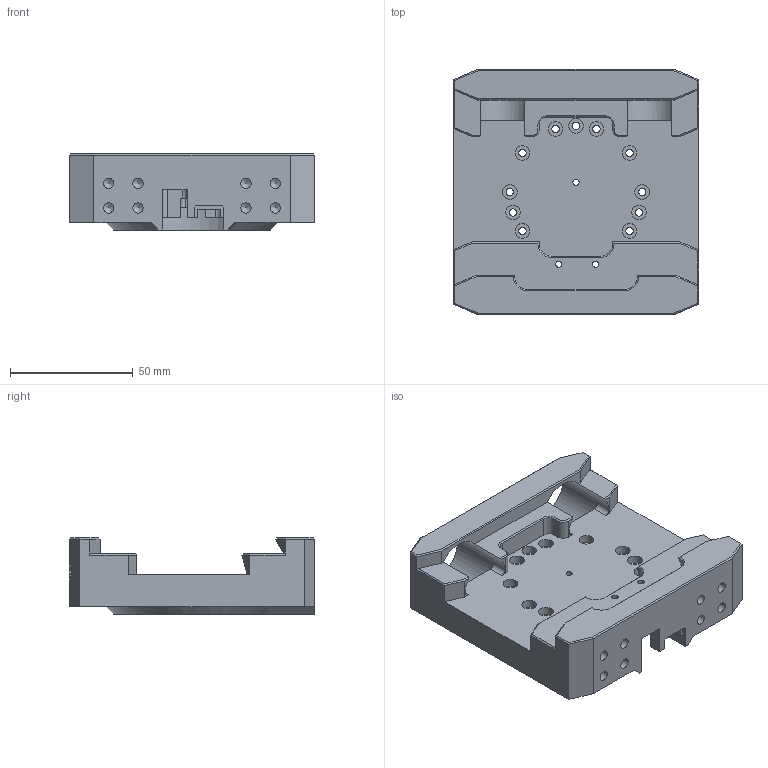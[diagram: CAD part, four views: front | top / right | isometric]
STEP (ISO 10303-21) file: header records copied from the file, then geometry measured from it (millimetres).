
FILE_DESCRIPTION(/* description */ ('STEP AP242','CAx-IF Rec.Pracs.---Representation and Presentation of Product Manufacturing Information (PMI)---4.0---2014-10-13','CAx-IF Rec.Pracs.---3D Tessellated Geometry---0.4---2014-09-14','2;1'),/* implementation_level */ '2;1');
FILE_NAME(/* name */ '6806823d815760518212b97c',/* time_stamp */ '2025-04-21T17:37:02Z',/* author */ (''),/* organization */ (''),/* preprocessor_version */ 'ST-DEVELOPER v20',/* originating_system */ 'ONSHAPE BY PTC INC, 1.196',/* authorisation */ ' ');
FILE_SCHEMA (('AP242_MANAGED_MODEL_BASED_3D_ENGINEERING_MIM_LF { 1 0 10303 442 1 1 4 }'));
Length unit declared in the file: metre
Products named in the file (1): Dovetail tiny
Bounding box: 100 x 100 x 31 mm (x, y, z)
Volume: 152395.3 mm3; surface area: 41342.5 mm2
Topology: 1 solids, 1 shells, 202 faces, 535 edges, 344 vertices
Faces by surface type: plane 123, cylinder 58, cone 19, bspline 2
Full cylindrical faces by diameter (mm): 2.5 x3, 3 x11, 4.2 x8, 5 x2, 6 x11, 8.2 x2, 23.1 x2
Entity records: 5927 total; most frequent: CARTESIAN_POINT 1048, DIRECTION 1002, ORIENTED_EDGE 928, EDGE_CURVE 464, AXIS2_PLACEMENT_3D 345, VERTEX_POINT 332, LINE 312, VECTOR 312
